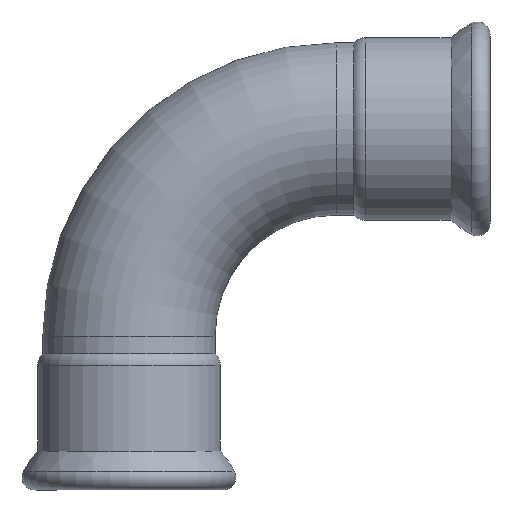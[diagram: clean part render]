
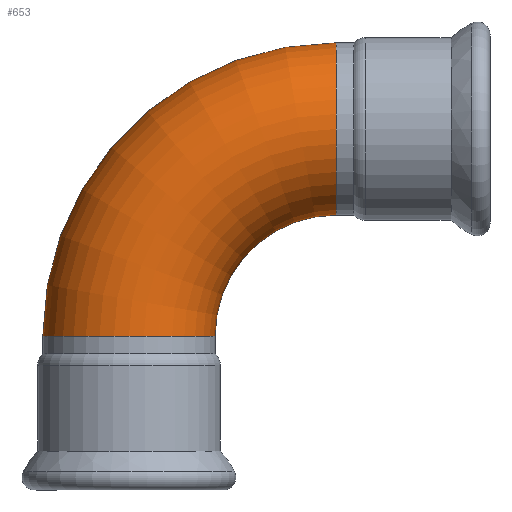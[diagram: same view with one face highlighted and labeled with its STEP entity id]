
A CAD part, front view. The second image highlights one B-rep face of the part: STEP entity #653.
In plain terms, the highlighted toroidal (fillet/blend) face has major radius 91.5 mm and minor radius 38.05 mm.
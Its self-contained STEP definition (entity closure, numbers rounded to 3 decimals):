
#28=TOROIDAL_SURFACE('',#766,91.5,38.05);
#91=FACE_OUTER_BOUND('',#122,.T.);
#122=EDGE_LOOP('',(#547,#548,#549,#550,#551,#552));
#184=CIRCLE('',#744,38.05);
#185=CIRCLE('',#745,38.05);
#200=CIRCLE('',#767,53.45);
#201=CIRCLE('',#768,38.05);
#202=CIRCLE('',#769,38.05);
#273=VERTEX_POINT('',#1230);
#274=VERTEX_POINT('',#1232);
#285=VERTEX_POINT('',#1268);
#286=VERTEX_POINT('',#1270);
#364=EDGE_CURVE('',#274,#273,#184,.T.);
#365=EDGE_CURVE('',#273,#274,#185,.T.);
#382=EDGE_CURVE('',#274,#285,#200,.T.);
#383=EDGE_CURVE('',#286,#285,#201,.T.);
#384=EDGE_CURVE('',#285,#286,#202,.T.);
#547=ORIENTED_EDGE('',*,*,#365,.T.);
#548=ORIENTED_EDGE('',*,*,#382,.T.);
#549=ORIENTED_EDGE('',*,*,#383,.F.);
#550=ORIENTED_EDGE('',*,*,#384,.F.);
#551=ORIENTED_EDGE('',*,*,#382,.F.);
#552=ORIENTED_EDGE('',*,*,#364,.T.);
#653=ADVANCED_FACE('',(#91),#28,.T.);
#744=AXIS2_PLACEMENT_3D('',#1233,#933,#934);
#745=AXIS2_PLACEMENT_3D('',#1234,#935,#936);
#766=AXIS2_PLACEMENT_3D('',#1267,#979,#980);
#767=AXIS2_PLACEMENT_3D('',#1269,#981,#982);
#768=AXIS2_PLACEMENT_3D('',#1271,#983,#984);
#769=AXIS2_PLACEMENT_3D('',#1272,#985,#986);
#933=DIRECTION('center_axis',(0.,0.,1.));
#934=DIRECTION('ref_axis',(0.,1.,0.));
#935=DIRECTION('center_axis',(0.,0.,1.));
#936=DIRECTION('ref_axis',(0.,1.,0.));
#979=DIRECTION('center_axis',(0.,-1.,0.));
#980=DIRECTION('ref_axis',(0.,0.,-1.));
#981=DIRECTION('center_axis',(0.,1.,0.));
#982=DIRECTION('ref_axis',(0.,0.,-1.));
#983=DIRECTION('center_axis',(1.,0.,0.));
#984=DIRECTION('ref_axis',(0.,1.,0.));
#985=DIRECTION('center_axis',(1.,0.,0.));
#986=DIRECTION('ref_axis',(0.,1.,0.));
#1230=CARTESIAN_POINT('',(-91.5,-38.05,0.));
#1232=CARTESIAN_POINT('',(-53.45,0.,0.));
#1233=CARTESIAN_POINT('Origin',(-91.5,0.,0.));
#1234=CARTESIAN_POINT('Origin',(-91.5,0.,0.));
#1267=CARTESIAN_POINT('Origin',(0.,0.,0.));
#1268=CARTESIAN_POINT('',(0.,0.,53.45));
#1269=CARTESIAN_POINT('Origin',(0.,0.,0.));
#1270=CARTESIAN_POINT('',(0.,-38.05,91.5));
#1271=CARTESIAN_POINT('Origin',(0.,0.,91.5));
#1272=CARTESIAN_POINT('Origin',(0.,0.,91.5));
